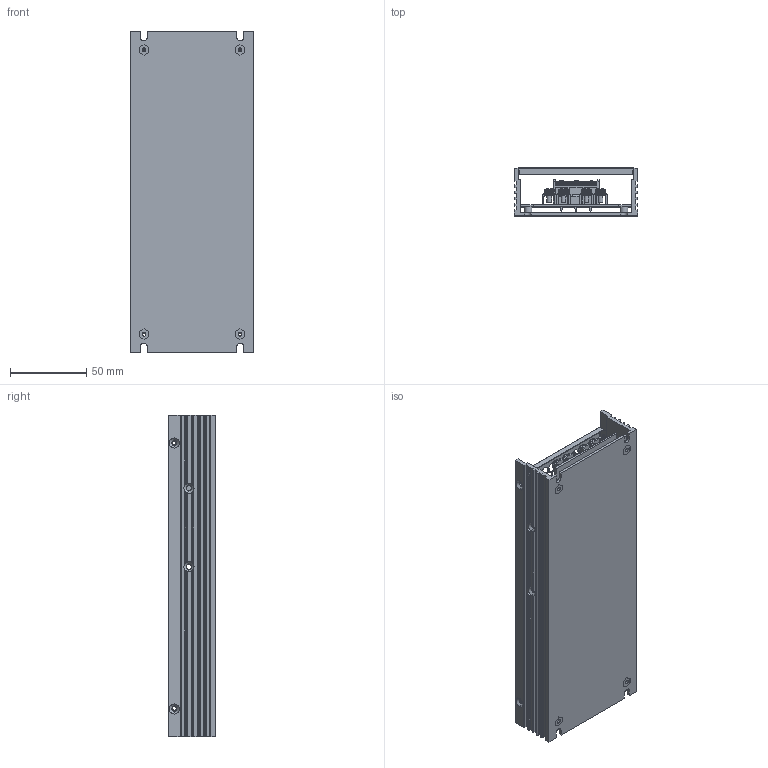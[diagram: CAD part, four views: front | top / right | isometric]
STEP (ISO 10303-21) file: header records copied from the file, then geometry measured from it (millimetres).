
FILE_DESCRIPTION (( 'STEP AP214' ), '1' );
FILE_NAME ('CDKD-S300W总装.STEP', '2025-04-18T07:19:45', ( '万丰电脑' ), ( '电话：0577-62733550' ), 'SwSTEP 2.0', 'SolidWorks 2020', '' );
FILE_SCHEMA (( 'AUTOMOTIVE_DESIGN' ));
Length unit declared in the file: millimetre
Products named in the file (5): CDKD盄繚啣300W ; CDKD-s300菁.step; CDKD-S300W軞蚾; 3弇傷赽; CDKD-s300裔.step
Assembly tree (4 placements, depth 2):
  CDKD-S300W軞蚾
    CDKD盄繚啣300W 
    3弇傷赽
    CDKD-s300菁.step
    CDKD-s300裔.step
Bounding box: 81 x 31.36 x 210 mm (x, y, z)
Volume: 97203.7 mm3; surface area: 126130.7 mm2
Topology: 16 solids, 16 shells, 2576 faces, 7341 edges, 4803 vertices
Faces by surface type: plane 2156, cylinder 299, torus 71, sphere 24, cone 20, bspline 6
Entity records: 111508 total; most frequent: CARTESIAN_POINT 16065, ORIENTED_EDGE 14658, DIRECTION 13124, EDGE_CURVE 7329, LINE 6332, VECTOR 6332, VERTEX_POINT 4799, AXIS2_PLACEMENT_3D 3396
